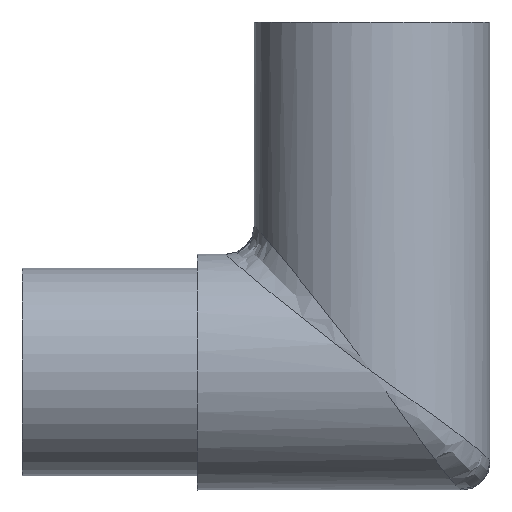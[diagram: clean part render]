
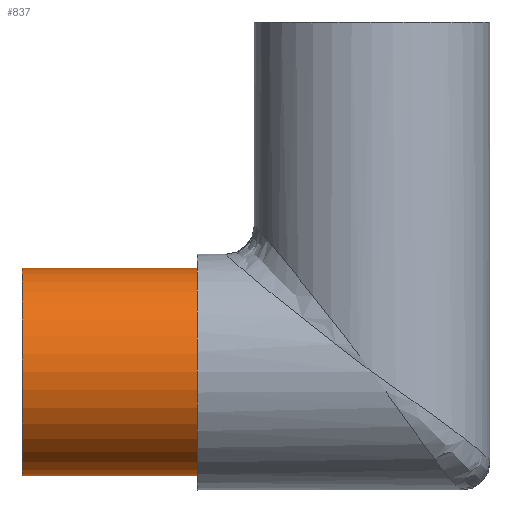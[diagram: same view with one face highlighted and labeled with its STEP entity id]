
A CAD part, front view. The second image highlights one B-rep face of the part: STEP entity #837.
In plain terms, the highlighted cylindrical face has radius 14.85 mm (diameter 29.7 mm), a partial arc.
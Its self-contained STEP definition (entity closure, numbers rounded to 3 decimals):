
#14 = CARTESIAN_POINT ( 'NONE',  ( -50., 0., -64.85 ) ) ;
#151 = EDGE_CURVE ( 'NONE', #2957, #2682, #4084, .T. ) ;
#277 = ORIENTED_EDGE ( 'NONE', *, *, #3340, .T. ) ;
#718 = EDGE_CURVE ( 'NONE', #2626, #3012, #1774, .T. ) ;
#837 = ADVANCED_FACE ( 'NONE', ( #882 ), #2146, .T. ) ;
#882 = FACE_OUTER_BOUND ( 'NONE', #1708, .T. ) ;
#967 = ORIENTED_EDGE ( 'NONE', *, *, #2560, .F. ) ;
#1235 = CARTESIAN_POINT ( 'NONE',  ( -50., 0., -64.85 ) ) ;
#1536 = DIRECTION ( 'NONE',  ( 1., 0., 0. ) ) ;
#1554 = CARTESIAN_POINT ( 'NONE',  ( -25., 0., -50. ) ) ;
#1589 = CARTESIAN_POINT ( 'NONE',  ( -50., 0., -35.15 ) ) ;
#1599 = DIRECTION ( 'NONE',  ( 0., 0., -1. ) ) ;
#1708 = EDGE_LOOP ( 'NONE', ( #967, #3799, #277, #2975 ) ) ;
#1774 = CIRCLE ( 'NONE', #2304, 14.85 ) ;
#1850 = DIRECTION ( 'NONE',  ( 0., 0., -1. ) ) ;
#1992 = CARTESIAN_POINT ( 'NONE',  ( -25., 0., -35.15 ) ) ;
#2131 = DIRECTION ( 'NONE',  ( 1., 0., 0. ) ) ;
#2146 = CYLINDRICAL_SURFACE ( 'NONE', #4011, 14.85 ) ;
#2274 = VECTOR ( 'NONE', #3843, 1000. ) ;
#2304 = AXIS2_PLACEMENT_3D ( 'NONE', #4046, #3773, #3481 ) ;
#2560 = EDGE_CURVE ( 'NONE', #3012, #2682, #2583, .T. ) ;
#2583 = LINE ( 'NONE', #3528, #2274 ) ;
#2626 = VERTEX_POINT ( 'NONE', #14 ) ;
#2637 = AXIS2_PLACEMENT_3D ( 'NONE', #1554, #4045, #1850 ) ;
#2682 = VERTEX_POINT ( 'NONE', #1992 ) ;
#2812 = LINE ( 'NONE', #1235, #2883 ) ;
#2883 = VECTOR ( 'NONE', #2131, 1000. ) ;
#2957 = VERTEX_POINT ( 'NONE', #3582 ) ;
#2975 = ORIENTED_EDGE ( 'NONE', *, *, #151, .T. ) ;
#3012 = VERTEX_POINT ( 'NONE', #1589 ) ;
#3340 = EDGE_CURVE ( 'NONE', #2626, #2957, #2812, .T. ) ;
#3481 = DIRECTION ( 'NONE',  ( 0., 0., 1. ) ) ;
#3528 = CARTESIAN_POINT ( 'NONE',  ( -50., 0., -35.15 ) ) ;
#3582 = CARTESIAN_POINT ( 'NONE',  ( -25., 0., -64.85 ) ) ;
#3735 = CARTESIAN_POINT ( 'NONE',  ( -50., 0., -50. ) ) ;
#3773 = DIRECTION ( 'NONE',  ( -1., 0., 0. ) ) ;
#3799 = ORIENTED_EDGE ( 'NONE', *, *, #718, .F. ) ;
#3843 = DIRECTION ( 'NONE',  ( 1., 0., 0. ) ) ;
#4011 = AXIS2_PLACEMENT_3D ( 'NONE', #3735, #1536, #1599 ) ;
#4045 = DIRECTION ( 'NONE',  ( -1., 0., 0. ) ) ;
#4046 = CARTESIAN_POINT ( 'NONE',  ( -50., 0., -50. ) ) ;
#4084 = CIRCLE ( 'NONE', #2637, 14.85 ) ;
